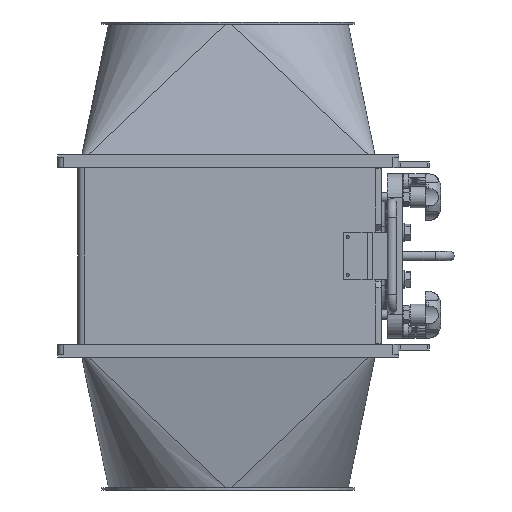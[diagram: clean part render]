
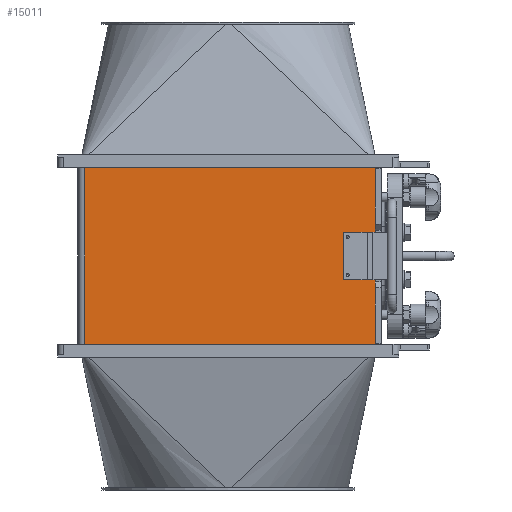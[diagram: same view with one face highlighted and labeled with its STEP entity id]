
A CAD part, left-side view. The second image highlights one B-rep face of the part: STEP entity #15011.
In plain terms, the highlighted planar face has unit normal (-1, 0, 0).
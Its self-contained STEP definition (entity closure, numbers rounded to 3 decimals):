
#839=PLANE('',#16379);
#1369=LINE('',#24078,#2383);
#1375=LINE('',#24089,#2389);
#1382=LINE('',#24103,#2396);
#1383=LINE('',#24106,#2397);
#1392=LINE('',#24127,#2406);
#1483=LINE('',#24455,#2497);
#1494=LINE('',#24493,#2508);
#1556=LINE('',#24659,#2570);
#2383=VECTOR('',#18790,10.);
#2389=VECTOR('',#18798,10.);
#2396=VECTOR('',#18811,10.);
#2397=VECTOR('',#18814,10.);
#2406=VECTOR('',#18829,10.);
#2497=VECTOR('',#19104,10.);
#2508=VECTOR('',#19135,10.);
#2570=VECTOR('',#19317,10.);
#3601=FACE_OUTER_BOUND('',#4630,.T.);
#4630=EDGE_LOOP('',(#11501,#11502,#11503,#11504,#11505,#11506,#11507,#11508));
#6684=VERTEX_POINT('',#24075);
#6685=VERTEX_POINT('',#24077);
#6689=VERTEX_POINT('',#24087);
#6693=VERTEX_POINT('',#24101);
#6694=VERTEX_POINT('',#24105);
#6703=VERTEX_POINT('',#24125);
#6796=VERTEX_POINT('',#24453);
#6813=VERTEX_POINT('',#24492);
#8302=EDGE_CURVE('',#6685,#6684,#1369,.T.);
#8308=EDGE_CURVE('',#6684,#6689,#1375,.T.);
#8315=EDGE_CURVE('',#6689,#6693,#1382,.T.);
#8316=EDGE_CURVE('',#6685,#6694,#1383,.T.);
#8327=EDGE_CURVE('',#6703,#6693,#1392,.T.);
#8470=EDGE_CURVE('',#6703,#6796,#1483,.T.);
#8489=EDGE_CURVE('',#6813,#6694,#1494,.T.);
#8573=EDGE_CURVE('',#6796,#6813,#1556,.T.);
#11501=ORIENTED_EDGE('',*,*,#8315,.T.);
#11502=ORIENTED_EDGE('',*,*,#8327,.F.);
#11503=ORIENTED_EDGE('',*,*,#8470,.T.);
#11504=ORIENTED_EDGE('',*,*,#8573,.T.);
#11505=ORIENTED_EDGE('',*,*,#8489,.T.);
#11506=ORIENTED_EDGE('',*,*,#8316,.F.);
#11507=ORIENTED_EDGE('',*,*,#8302,.T.);
#11508=ORIENTED_EDGE('',*,*,#8308,.T.);
#15011=ADVANCED_FACE('',(#3601),#839,.F.);
#16379=AXIS2_PLACEMENT_3D('',#24658,#19315,#19316);
#18790=DIRECTION('',(0.,1.,0.));
#18798=DIRECTION('',(0.,0.,1.));
#18811=DIRECTION('',(0.,-1.,0.));
#18814=DIRECTION('',(0.,0.,-1.));
#18829=DIRECTION('',(0.,0.,-1.));
#19104=DIRECTION('',(0.,1.,0.));
#19135=DIRECTION('',(0.,-1.,0.));
#19315=DIRECTION('center_axis',(1.,0.,0.));
#19316=DIRECTION('ref_axis',(0.,-1.,0.));
#19317=DIRECTION('',(0.,0.,-1.));
#24075=CARTESIAN_POINT('',(-128.,-98.,-95.));
#24077=CARTESIAN_POINT('',(-128.,-125.,-95.));
#24078=CARTESIAN_POINT('',(-128.,-54.706,-95.));
#24087=CARTESIAN_POINT('',(-128.,-98.,-55.));
#24089=CARTESIAN_POINT('',(-128.,-98.,-75.));
#24101=CARTESIAN_POINT('',(-128.,-125.,-55.));
#24103=CARTESIAN_POINT('',(-128.,-54.706,-55.));
#24105=CARTESIAN_POINT('',(-128.,-125.,-150.));
#24106=CARTESIAN_POINT('',(-128.,-125.,4.));
#24125=CARTESIAN_POINT('',(-128.,-125.,0.));
#24127=CARTESIAN_POINT('',(-128.,-125.,4.));
#24453=CARTESIAN_POINT('',(-128.,122.,0.));
#24455=CARTESIAN_POINT('',(-128.,-1.53,0.));
#24492=CARTESIAN_POINT('',(-128.,122.,-150.));
#24493=CARTESIAN_POINT('',(-128.,-1.53,-150.));
#24658=CARTESIAN_POINT('Origin',(-128.,1.492,-75.));
#24659=CARTESIAN_POINT('',(-128.,122.,-75.));
